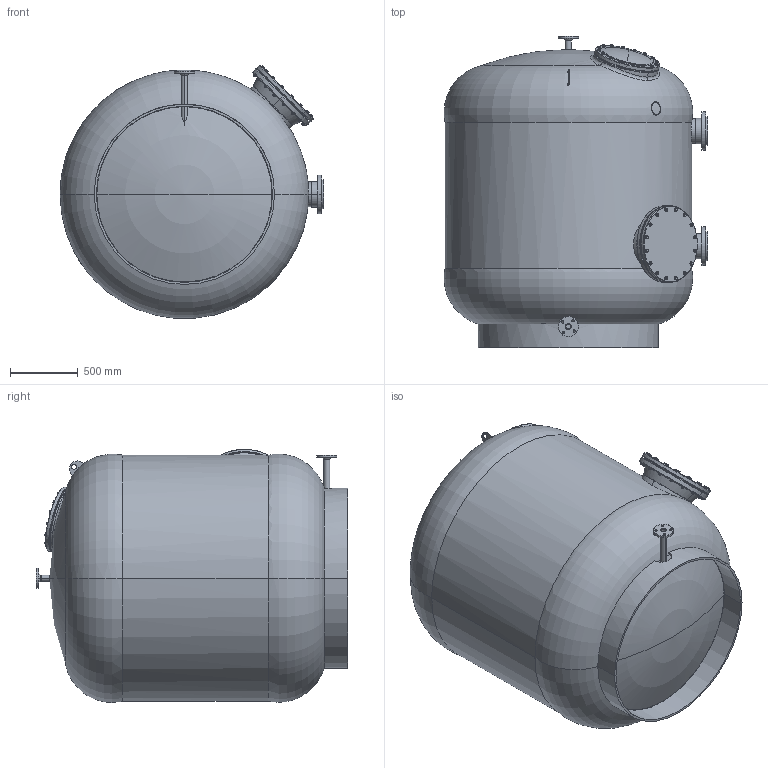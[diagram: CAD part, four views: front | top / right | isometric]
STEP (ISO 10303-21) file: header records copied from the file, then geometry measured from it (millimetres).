
FILE_DESCRIPTION (( 'STEP AP214' ), '1' );
FILE_NAME ('adriatic180c.STEP', '2020-11-04T10:16:03', ( '' ), ( '' ), 'SwSTEP 2.0', 'SolidWorks 2019', '' );
FILE_SCHEMA (( 'AUTOMOTIVE_DESIGN' ));
Length unit declared in the file: millimetre
Products named in the file (1): adriatic180c
Bounding box: 1947.39 x 2299.93 x 1869.2 mm (x, y, z)
Surface area: 33551775.8 mm2 (no closed solid volume)
Topology: 0 solids, 130 shells, 1899 faces, 4234 edges, 2599 vertices
Faces by surface type: cone 621, cylinder 606, plane 577, torus 75, bspline 12, sphere 8
Entity records: 102377 total; most frequent: CARTESIAN_POINT 39339, DIRECTION 8322, ORIENTED_EDGE 8320, EDGE_CURVE 4192, AXIS2_PLACEMENT_3D 3578, VERTEX_POINT 2597, EDGE_LOOP 2287, UNCERTAINTY_MEASURE_WITH_UNIT 2015
